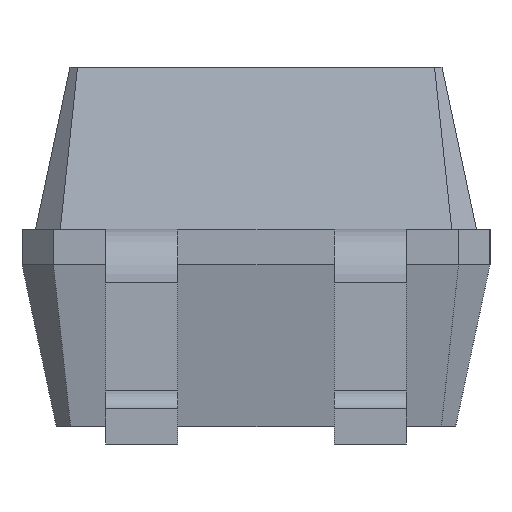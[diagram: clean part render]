
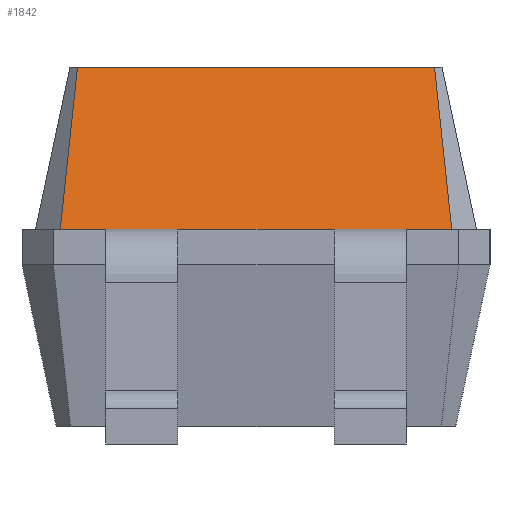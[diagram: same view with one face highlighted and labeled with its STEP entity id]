
A CAD part, left-side view. The second image highlights one B-rep face of the part: STEP entity #1842.
In plain terms, the highlighted free-form (B-spline) face has degree [1, 1] with [2, 2] control points.
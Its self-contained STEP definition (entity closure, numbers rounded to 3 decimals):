
#1348 = VERTEX_POINT('',#1349);
#1349 = CARTESIAN_POINT('',(-1.934,-0.992,2.1));
#1355 = EDGE_CURVE('',#1348,#1356,#1358,.T.);
#1356 = VERTEX_POINT('',#1357);
#1357 = CARTESIAN_POINT('',(-1.934,0.992,2.1));
#1358 = LINE('',#1359,#1360);
#1359 = CARTESIAN_POINT('',(-1.934,-0.992,2.1));
#1360 = VECTOR('',#1361,1.);
#1361 = DIRECTION('',(0.,1.,0.));
#1824 = VERTEX_POINT('',#1825);
#1825 = CARTESIAN_POINT('',(-2.125,1.088,1.2));
#1833 = EDGE_CURVE('',#1824,#1356,#1834,.T.);
#1834 = B_SPLINE_CURVE_WITH_KNOTS('',1,(#1835,#1836),.UNSPECIFIED.,.F.,
.F.,(2,2),(0.,1.),.PIECEWISE_BEZIER_KNOTS.);
#1835 = CARTESIAN_POINT('',(-2.125,1.088,1.2));
#1836 = CARTESIAN_POINT('',(-1.934,0.992,2.1));
#1842 = ADVANCED_FACE('',(#1843),#1892,.F.);
#1843 = FACE_BOUND('',#1844,.F.);
#1844 = EDGE_LOOP('',(#1845,#1855,#1863,#1871,#1879,#1885,#1886,#1887));
#1845 = ORIENTED_EDGE('',*,*,#1846,.T.);
#1846 = EDGE_CURVE('',#1847,#1849,#1851,.T.);
#1847 = VERTEX_POINT('',#1848);
#1848 = CARTESIAN_POINT('',(-2.125,-1.088,1.2));
#1849 = VERTEX_POINT('',#1850);
#1850 = CARTESIAN_POINT('',(-2.125,-0.835,1.2));
#1851 = LINE('',#1852,#1853);
#1852 = CARTESIAN_POINT('',(-2.125,-1.088,1.2));
#1853 = VECTOR('',#1854,1.);
#1854 = DIRECTION('',(0.,1.,0.));
#1855 = ORIENTED_EDGE('',*,*,#1856,.T.);
#1856 = EDGE_CURVE('',#1849,#1857,#1859,.T.);
#1857 = VERTEX_POINT('',#1858);
#1858 = CARTESIAN_POINT('',(-2.125,-0.435,1.2));
#1859 = LINE('',#1860,#1861);
#1860 = CARTESIAN_POINT('',(-2.125,-1.088,1.2));
#1861 = VECTOR('',#1862,1.);
#1862 = DIRECTION('',(0.,1.,0.));
#1863 = ORIENTED_EDGE('',*,*,#1864,.T.);
#1864 = EDGE_CURVE('',#1857,#1865,#1867,.T.);
#1865 = VERTEX_POINT('',#1866);
#1866 = CARTESIAN_POINT('',(-2.125,0.435,1.2));
#1867 = LINE('',#1868,#1869);
#1868 = CARTESIAN_POINT('',(-2.125,-1.088,1.2));
#1869 = VECTOR('',#1870,1.);
#1870 = DIRECTION('',(0.,1.,0.));
#1871 = ORIENTED_EDGE('',*,*,#1872,.T.);
#1872 = EDGE_CURVE('',#1865,#1873,#1875,.T.);
#1873 = VERTEX_POINT('',#1874);
#1874 = CARTESIAN_POINT('',(-2.125,0.835,1.2));
#1875 = LINE('',#1876,#1877);
#1876 = CARTESIAN_POINT('',(-2.125,-1.088,1.2));
#1877 = VECTOR('',#1878,1.);
#1878 = DIRECTION('',(0.,1.,0.));
#1879 = ORIENTED_EDGE('',*,*,#1880,.T.);
#1880 = EDGE_CURVE('',#1873,#1824,#1881,.T.);
#1881 = LINE('',#1882,#1883);
#1882 = CARTESIAN_POINT('',(-2.125,-1.088,1.2));
#1883 = VECTOR('',#1884,1.);
#1884 = DIRECTION('',(0.,1.,0.));
#1885 = ORIENTED_EDGE('',*,*,#1833,.T.);
#1886 = ORIENTED_EDGE('',*,*,#1355,.F.);
#1887 = ORIENTED_EDGE('',*,*,#1888,.F.);
#1888 = EDGE_CURVE('',#1847,#1348,#1889,.T.);
#1889 = B_SPLINE_CURVE_WITH_KNOTS('',1,(#1890,#1891),.UNSPECIFIED.,.F.,
.F.,(2,2),(0.,1.),.PIECEWISE_BEZIER_KNOTS.);
#1890 = CARTESIAN_POINT('',(-2.125,-1.088,1.2));
#1891 = CARTESIAN_POINT('',(-1.934,-0.992,2.1));
#1892 = B_SPLINE_SURFACE_WITH_KNOTS('',1,1,(
(#1893,#1894)
,(#1895,#1896
)),.UNSPECIFIED.,.F.,.F.,.F.,(2,2),(2,2),(0.,2.175),(0.,1.),
.PIECEWISE_BEZIER_KNOTS.);
#1893 = CARTESIAN_POINT('',(-2.125,-1.088,1.2));
#1894 = CARTESIAN_POINT('',(-1.934,-0.992,2.1));
#1895 = CARTESIAN_POINT('',(-2.125,1.088,1.2));
#1896 = CARTESIAN_POINT('',(-1.934,0.992,2.1));
